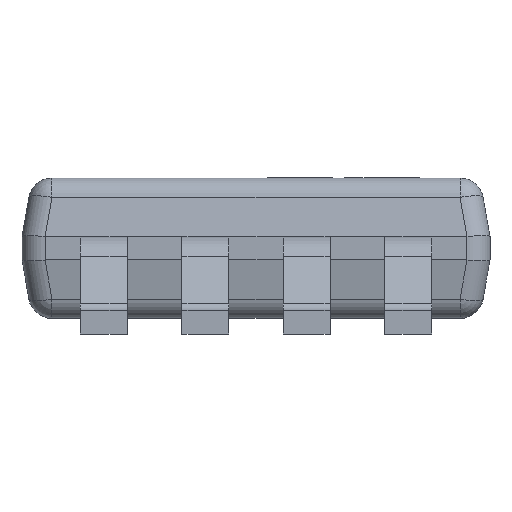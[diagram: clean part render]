
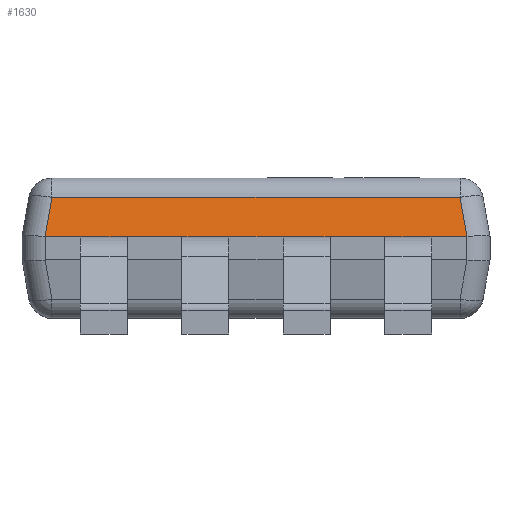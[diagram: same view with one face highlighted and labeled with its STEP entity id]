
A CAD part, front view. The second image highlights one B-rep face of the part: STEP entity #1630.
In plain terms, the highlighted planar face has unit normal (0, -0.985, 0.174).
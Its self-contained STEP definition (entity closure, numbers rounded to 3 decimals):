
#167 = ORIENTED_EDGE ( 'NONE', *, *, #12056, .F. ) ;
#254 = EDGE_CURVE ( 'NONE', #2643, #9187, #16605, .T. ) ;
#366 = CARTESIAN_POINT ( 'NONE',  ( 1.352, -1.5, 0.625 ) ) ;
#368 = ORIENTED_EDGE ( 'NONE', *, *, #17112, .T. ) ;
#523 = DIRECTION ( 'NONE',  ( -1., 0., 0. ) ) ;
#1084 = CARTESIAN_POINT ( 'NONE',  ( 1.249, -1.396, 1.214 ) ) ;
#1572 = ORIENTED_EDGE ( 'NONE', *, *, #7302, .F. ) ;
#1630 = ADVANCED_FACE ( 'NONE', ( #9892 ), #5988, .T. ) ;
#1762 = LINE ( 'NONE', #14181, #6215 ) ;
#1880 = VERTEX_POINT ( 'NONE', #10116 ) ;
#1985 = CARTESIAN_POINT ( 'NONE',  ( -1.5, -1.5, 0.625 ) ) ;
#2069 = VECTOR ( 'NONE', #4326, 1000. ) ;
#2293 = CARTESIAN_POINT ( 'NONE',  ( -1.249, -1.396, 1.214 ) ) ;
#2469 = VERTEX_POINT ( 'NONE', #3356 ) ;
#2557 = ORIENTED_EDGE ( 'NONE', *, *, #16600, .F. ) ;
#2643 = VERTEX_POINT ( 'NONE', #3136 ) ;
#2746 = LINE ( 'NONE', #6605, #3578 ) ;
#2845 = ORIENTED_EDGE ( 'NONE', *, *, #8454, .F. ) ;
#3043 = CARTESIAN_POINT ( 'NONE',  ( -0.175, -1.5, 0.625 ) ) ;
#3136 = CARTESIAN_POINT ( 'NONE',  ( 0.475, -1.5, 0.625 ) ) ;
#3197 = DIRECTION ( 'NONE',  ( -1., 0., 0. ) ) ;
#3316 = CARTESIAN_POINT ( 'NONE',  ( 1.35, -1.5, 0.625 ) ) ;
#3356 = CARTESIAN_POINT ( 'NONE',  ( 1.308, -1.456, 0.876 ) ) ;
#3376 = DIRECTION ( 'NONE',  ( -1., 0., 0. ) ) ;
#3573 = LINE ( 'NONE', #11967, #9714 ) ;
#3578 = VECTOR ( 'NONE', #11146, 1000. ) ;
#3785 = VECTOR ( 'NONE', #523, 1000. ) ;
#3949 = CARTESIAN_POINT ( 'NONE',  ( -1.5, -1.5, 0.625 ) ) ;
#4172 = VECTOR ( 'NONE', #3376, 1000. ) ;
#4326 = DIRECTION ( 'NONE',  ( -1., 0., 0. ) ) ;
#4550 = VERTEX_POINT ( 'NONE', #9573 ) ;
#4868 = LINE ( 'NONE', #10230, #6496 ) ;
#5063 = CARTESIAN_POINT ( 'NONE',  ( -1.35, -1.5, 0.625 ) ) ;
#5391 = EDGE_CURVE ( 'NONE', #16159, #1880, #9518, .T. ) ;
#5404 = VERTEX_POINT ( 'NONE', #5063 ) ;
#5508 = CARTESIAN_POINT ( 'NONE',  ( 1.352, -1.5, 0.625 ) ) ;
#5677 = CARTESIAN_POINT ( 'NONE',  ( -1.125, -1.5, 0.625 ) ) ;
#5740 = LINE ( 'NONE', #15186, #17241 ) ;
#5981 = CARTESIAN_POINT ( 'NONE',  ( 1.351, -1.5, 0.625 ) ) ;
#5988 = PLANE ( 'NONE',  #16350 ) ;
#6215 = VECTOR ( 'NONE', #12732, 1000. ) ;
#6457 = EDGE_CURVE ( 'NONE', #6792, #14097, #5740, .T. ) ;
#6460 = VERTEX_POINT ( 'NONE', #13641 ) ;
#6496 = VECTOR ( 'NONE', #3197, 1000. ) ;
#6605 = CARTESIAN_POINT ( 'NONE',  ( 0., -1.456, 0.876 ) ) ;
#6792 = VERTEX_POINT ( 'NONE', #13194 ) ;
#6869 = CARTESIAN_POINT ( 'NONE',  ( -1.351, -1.5, 0.625 ) ) ;
#7099 = CARTESIAN_POINT ( 'NONE',  ( -0.475, -1.5, 0.625 ) ) ;
#7221 = CARTESIAN_POINT ( 'NONE',  ( -1.5, -1.5, 0.625 ) ) ;
#7302 = EDGE_CURVE ( 'NONE', #13875, #11446, #9050, .T. ) ;
#7698 = CARTESIAN_POINT ( 'NONE',  ( -0.175, -1.5, 0.625 ) ) ;
#7791 = VERTEX_POINT ( 'NONE', #8911 ) ;
#7953 = VECTOR ( 'NONE', #8147, 1000. ) ;
#8147 = DIRECTION ( 'NONE',  ( -1., 0., 0. ) ) ;
#8274 = ORIENTED_EDGE ( 'NONE', *, *, #16760, .F. ) ;
#8404 = CARTESIAN_POINT ( 'NONE',  ( -1.352, -1.5, 0.625 ) ) ;
#8454 = EDGE_CURVE ( 'NONE', #9187, #13875, #10325, .T. ) ;
#8540 = CARTESIAN_POINT ( 'NONE',  ( 0., -1.434, 1. ) ) ;
#8673 = VECTOR ( 'NONE', #15049, 1000. ) ;
#8894 = ORIENTED_EDGE ( 'NONE', *, *, #5391, .T. ) ;
#8911 = CARTESIAN_POINT ( 'NONE',  ( 1.125, -1.5, 0.625 ) ) ;
#8943 = CARTESIAN_POINT ( 'NONE',  ( 0.175, -1.5, 0.625 ) ) ;
#9050 = LINE ( 'NONE', #7698, #3785 ) ;
#9135 = DIRECTION ( 'NONE',  ( -1., 0., 0. ) ) ;
#9149 = DIRECTION ( 'NONE',  ( -1., 0., 0. ) ) ;
#9187 = VERTEX_POINT ( 'NONE', #8943 ) ;
#9266 = LINE ( 'NONE', #1084, #12586 ) ;
#9518 = LINE ( 'NONE', #2293, #8673 ) ;
#9573 = CARTESIAN_POINT ( 'NONE',  ( 1.35, -1.5, 0.625 ) ) ;
#9590 = CARTESIAN_POINT ( 'NONE',  ( -1.352, -1.5, 0.625 ) ) ;
#9714 = VECTOR ( 'NONE', #9149, 1000. ) ;
#9892 = FACE_OUTER_BOUND ( 'NONE', #15454, .T. ) ;
#10116 = CARTESIAN_POINT ( 'NONE',  ( -1.352, -1.5, 0.625 ) ) ;
#10230 = CARTESIAN_POINT ( 'NONE',  ( -1.5, -1.5, 0.625 ) ) ;
#10325 = LINE ( 'NONE', #1985, #14857 ) ;
#10743 = EDGE_CURVE ( 'NONE', #2469, #16159, #2746, .T. ) ;
#11146 = DIRECTION ( 'NONE',  ( -1., 0., 0. ) ) ;
#11170 = ORIENTED_EDGE ( 'NONE', *, *, #12199, .F. ) ;
#11210 = DIRECTION ( 'NONE',  ( -1., 0., 0. ) ) ;
#11446 = VERTEX_POINT ( 'NONE', #7099 ) ;
#11537 = DIRECTION ( 'NONE',  ( -1., 0., 0. ) ) ;
#11967 = CARTESIAN_POINT ( 'NONE',  ( -1.5, -1.5, 0.625 ) ) ;
#12056 = EDGE_CURVE ( 'NONE', #11446, #6792, #16420, .T. ) ;
#12178 = DIRECTION ( 'NONE',  ( -0.171, 0.171, 0.97 ) ) ;
#12199 = EDGE_CURVE ( 'NONE', #14097, #5404, #4868, .T. ) ;
#12403 = EDGE_CURVE ( 'NONE', #7791, #6460, #1762, .T. ) ;
#12586 = VECTOR ( 'NONE', #12178, 1000. ) ;
#12732 = DIRECTION ( 'NONE',  ( -1., 0., 0. ) ) ;
#13047 = ORIENTED_EDGE ( 'NONE', *, *, #16658, .T. ) ;
#13194 = CARTESIAN_POINT ( 'NONE',  ( -0.825, -1.5, 0.625 ) ) ;
#13641 = CARTESIAN_POINT ( 'NONE',  ( 0.825, -1.5, 0.625 ) ) ;
#13765 = CARTESIAN_POINT ( 'NONE',  ( -1.35, -1.5, 0.625 ) ) ;
#13803 = VERTEX_POINT ( 'NONE', #5508 ) ;
#13875 = VERTEX_POINT ( 'NONE', #3043 ) ;
#14079 = DIRECTION ( 'NONE',  ( 0., -0.985, 0.174 ) ) ;
#14097 = VERTEX_POINT ( 'NONE', #5677 ) ;
#14181 = CARTESIAN_POINT ( 'NONE',  ( 1.125, -1.5, 0.625 ) ) ;
#14233 = CARTESIAN_POINT ( 'NONE',  ( 1.352, -1.5, 0.625 ) ) ;
#14252 = CARTESIAN_POINT ( 'NONE',  ( 0.475, -1.5, 0.625 ) ) ;
#14857 = VECTOR ( 'NONE', #9135, 1000. ) ;
#15049 = DIRECTION ( 'NONE',  ( -0.171, -0.171, -0.97 ) ) ;
#15186 = CARTESIAN_POINT ( 'NONE',  ( -0.825, -1.5, 0.625 ) ) ;
#15454 = EDGE_LOOP ( 'NONE', ( #8274, #17046, #368, #17928, #8894, #13047, #11170, #17438, #167, #1572, #2845, #16897, #2557, #17832 ) ) ;
#15672 = LINE ( 'NONE', #7221, #4172 ) ;
#16159 = VERTEX_POINT ( 'NONE', #16358 ) ;
#16350 = AXIS2_PLACEMENT_3D ( 'NONE', #8540, #14079, #11537 ) ;
#16358 = CARTESIAN_POINT ( 'NONE',  ( -1.308, -1.456, 0.876 ) ) ;
#16420 = LINE ( 'NONE', #3949, #7953 ) ;
#16600 = EDGE_CURVE ( 'NONE', #6460, #2643, #3573, .T. ) ;
#16605 = LINE ( 'NONE', #14252, #2069 ) ;
#16658 = EDGE_CURVE ( 'NONE', #1880, #5404, #17350, .T. ) ;
#16760 = EDGE_CURVE ( 'NONE', #4550, #7791, #15672, .T. ) ;
#16897 = ORIENTED_EDGE ( 'NONE', *, *, #254, .F. ) ;
#17046 = ORIENTED_EDGE ( 'NONE', *, *, #17404, .T. ) ;
#17112 = EDGE_CURVE ( 'NONE', #13803, #2469, #9266, .T. ) ;
#17241 = VECTOR ( 'NONE', #11210, 1000. ) ;
#17350 =( BOUNDED_CURVE ( )  B_SPLINE_CURVE ( 3, ( #8404, #9590, #6869, #13765 ),
 .UNSPECIFIED., .F., .T. ) 
 B_SPLINE_CURVE_WITH_KNOTS ( ( 4, 4 ),
 ( 6.268, 6.283 ),
 .UNSPECIFIED. ) 
 CURVE ( )  GEOMETRIC_REPRESENTATION_ITEM ( )  RATIONAL_B_SPLINE_CURVE ( ( 1., 1., 1., 1. ) ) 
 REPRESENTATION_ITEM ( '' )  );
#17404 = EDGE_CURVE ( 'NONE', #4550, #13803, #17949, .T. ) ;
#17438 = ORIENTED_EDGE ( 'NONE', *, *, #6457, .F. ) ;
#17832 = ORIENTED_EDGE ( 'NONE', *, *, #12403, .F. ) ;
#17928 = ORIENTED_EDGE ( 'NONE', *, *, #10743, .T. ) ;
#17949 =( BOUNDED_CURVE ( )  B_SPLINE_CURVE ( 3, ( #3316, #5981, #14233, #366 ),
 .UNSPECIFIED., .F., .T. ) 
 B_SPLINE_CURVE_WITH_KNOTS ( ( 4, 4 ),
 ( 0., 0.015 ),
 .UNSPECIFIED. ) 
 CURVE ( )  GEOMETRIC_REPRESENTATION_ITEM ( )  RATIONAL_B_SPLINE_CURVE ( ( 1., 1., 1., 1. ) ) 
 REPRESENTATION_ITEM ( '' )  );
